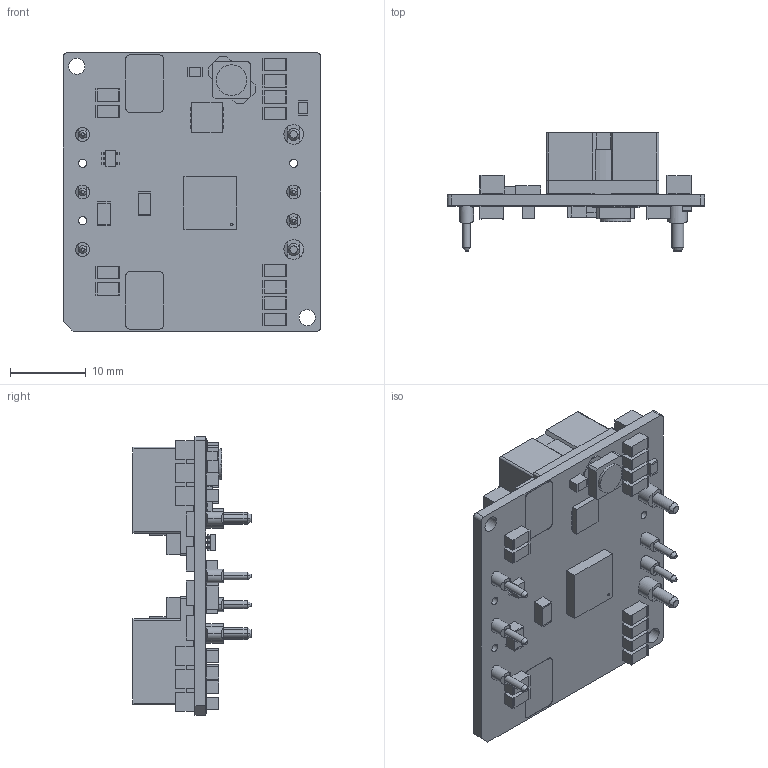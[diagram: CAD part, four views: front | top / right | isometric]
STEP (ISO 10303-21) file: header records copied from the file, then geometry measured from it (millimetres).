
FILE_DESCRIPTION (( 'STEP AP214' ), '1' );
FILE_NAME ('I7A4W033A033V-000-R.STEP', '2021-08-25T13:50:54', ( '' ), ( '' ), 'SwSTEP 2.0', 'SolidWorks 2020', '' );
FILE_SCHEMA (( 'AUTOMOTIVE_DESIGN' ));
Length unit declared in the file: inch
Products named in the file (1): I7A4W033A033V-000-R
Bounding box: 34.04 x 15.62 x 36.83 mm (x, y, z)
Volume: 5370.4 mm3; surface area: 6331.3 mm2
Topology: 49 solids, 56 shells, 894 faces, 2251 edges, 1476 vertices
Faces by surface type: plane 745, cylinder 121, cone 28
Entity records: 27969 total; most frequent: CARTESIAN_POINT 5868, ORIENTED_EDGE 4502, DIRECTION 4185, EDGE_CURVE 2251, VECTOR 1855, LINE 1855, VERTEX_POINT 1476, AXIS2_PLACEMENT_3D 1165
